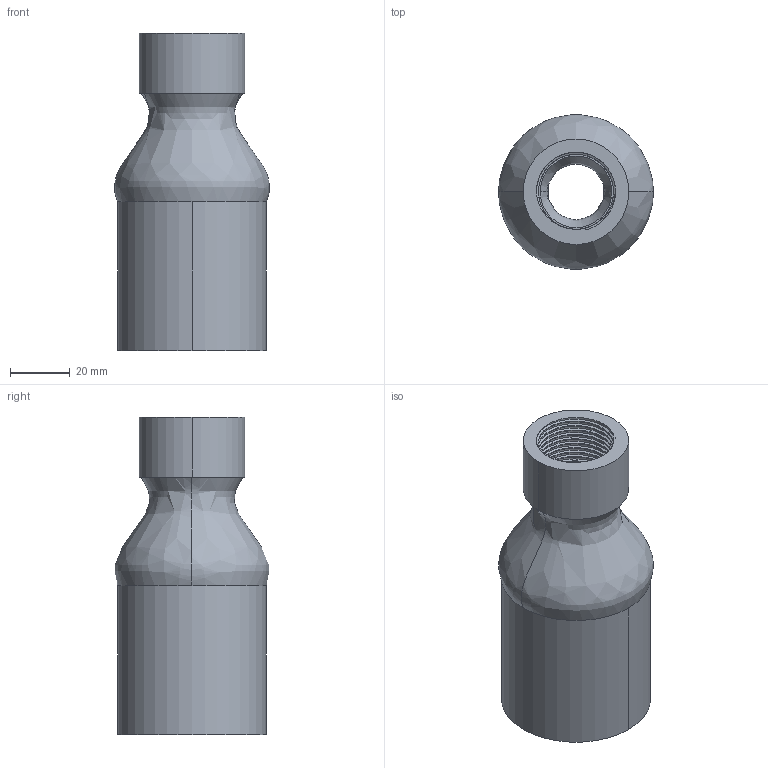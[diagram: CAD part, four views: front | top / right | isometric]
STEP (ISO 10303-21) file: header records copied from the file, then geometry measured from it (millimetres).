
FILE_DESCRIPTION (( 'STEP AP203' ), '1' );
FILE_NAME ('finalsopl.STEP', '2025-12-03T16:58:14', ( '' ), ( '' ), 'SwSTEP 2.0', 'SolidWorks 2025', '' );
FILE_SCHEMA (( 'CONFIG_CONTROL_DESIGN' ));
Length unit declared in the file: millimetre
Products named in the file (3): finalsopl; chko; soplo
Assembly tree (2 placements, depth 2):
  finalsopl
    chko
    soplo
Bounding box: 51.95 x 51.87 x 106.42 mm (x, y, z)
Volume: 66180.4 mm3; surface area: 29476.6 mm2
Topology: 2 solids, 2 shells, 42 faces, 111 edges, 73 vertices
Faces by surface type: cylinder 30, bspline 7, plane 5
Entity records: 3802 total; most frequent: CARTESIAN_POINT 2614, ORIENTED_EDGE 222, DIRECTION 158, EDGE_CURVE 111, VERTEX_POINT 73, AXIS2_PLACEMENT_3D 64, EDGE_LOOP 46, FACE_OUTER_BOUND 42
